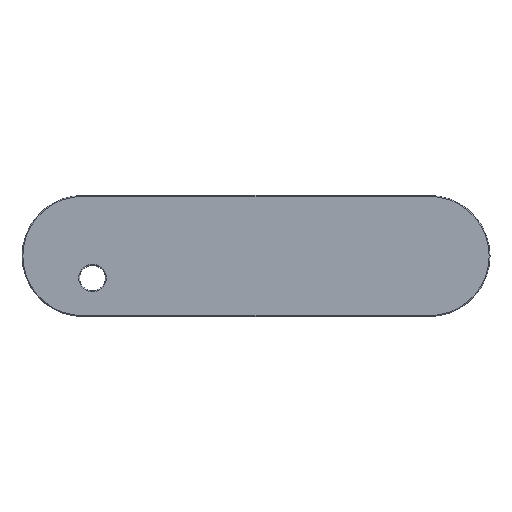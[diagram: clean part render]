
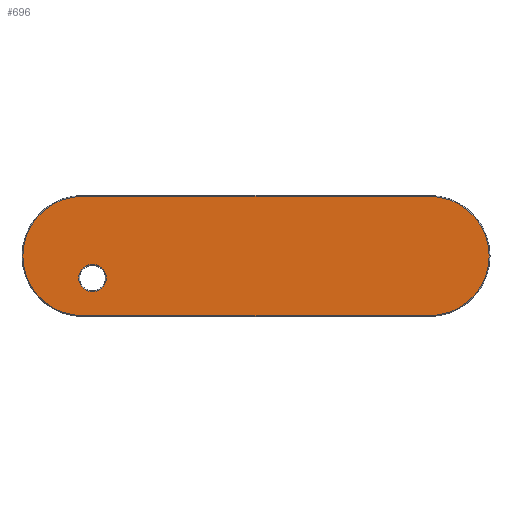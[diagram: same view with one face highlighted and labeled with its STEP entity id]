
A CAD part, top view. The second image highlights one B-rep face of the part: STEP entity #696.
In plain terms, the highlighted planar face has unit normal (0, 0, 1).
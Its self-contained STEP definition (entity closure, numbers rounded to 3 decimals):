
#16=FACE_BOUND('',#131,.T.);
#23=PLANE('',#789);
#85=FACE_OUTER_BOUND('',#130,.T.);
#130=EDGE_LOOP('',(#569,#570,#571,#572));
#131=EDGE_LOOP('',(#573));
#174=LINE('',#1270,#219);
#175=LINE('',#1274,#220);
#219=VECTOR('',#969,10.);
#220=VECTOR('',#972,10.);
#274=CIRCLE('',#788,10.7);
#275=CIRCLE('',#790,46.544);
#276=CIRCLE('',#791,46.544);
#329=VERTEX_POINT('',#1264);
#330=VERTEX_POINT('',#1268);
#331=VERTEX_POINT('',#1269);
#332=VERTEX_POINT('',#1271);
#333=VERTEX_POINT('',#1273);
#415=EDGE_CURVE('',#329,#329,#274,.T.);
#417=EDGE_CURVE('',#330,#331,#174,.T.);
#418=EDGE_CURVE('',#332,#330,#275,.T.);
#419=EDGE_CURVE('',#333,#332,#175,.T.);
#420=EDGE_CURVE('',#331,#333,#276,.T.);
#569=ORIENTED_EDGE('',*,*,#417,.F.);
#570=ORIENTED_EDGE('',*,*,#418,.F.);
#571=ORIENTED_EDGE('',*,*,#419,.F.);
#572=ORIENTED_EDGE('',*,*,#420,.F.);
#573=ORIENTED_EDGE('',*,*,#415,.F.);
#696=ADVANCED_FACE('',(#85,#16),#23,.T.);
#788=AXIS2_PLACEMENT_3D('',#1265,#964,#965);
#789=AXIS2_PLACEMENT_3D('',#1267,#967,#968);
#790=AXIS2_PLACEMENT_3D('',#1272,#970,#971);
#791=AXIS2_PLACEMENT_3D('',#1275,#973,#974);
#964=DIRECTION('center_axis',(0.,0.,1.));
#965=DIRECTION('ref_axis',(1.,0.,0.));
#967=DIRECTION('center_axis',(0.,0.,1.));
#968=DIRECTION('ref_axis',(1.,0.,0.));
#969=DIRECTION('',(1.,0.,0.));
#970=DIRECTION('center_axis',(0.,0.,-1.));
#971=DIRECTION('ref_axis',(0.,1.,0.));
#972=DIRECTION('',(-1.,0.,0.));
#973=DIRECTION('center_axis',(0.,0.,-1.));
#974=DIRECTION('ref_axis',(0.,-1.,0.));
#1264=CARTESIAN_POINT('',(-320.825,-17.244,2.9));
#1265=CARTESIAN_POINT('Origin',(-310.125,-17.244,2.9));
#1267=CARTESIAN_POINT('Origin',(-182.563,0.,2.9));
#1268=CARTESIAN_POINT('',(-317.881,46.544,2.9));
#1269=CARTESIAN_POINT('',(-47.244,46.544,2.9));
#1270=CARTESIAN_POINT('',(-114.903,46.544,2.9));
#1271=CARTESIAN_POINT('',(-317.881,-46.544,2.9));
#1272=CARTESIAN_POINT('Origin',(-317.881,0.,2.9));
#1273=CARTESIAN_POINT('',(-47.244,-46.544,2.9));
#1274=CARTESIAN_POINT('',(-250.222,-46.544,2.9));
#1275=CARTESIAN_POINT('Origin',(-47.244,0.,2.9));
